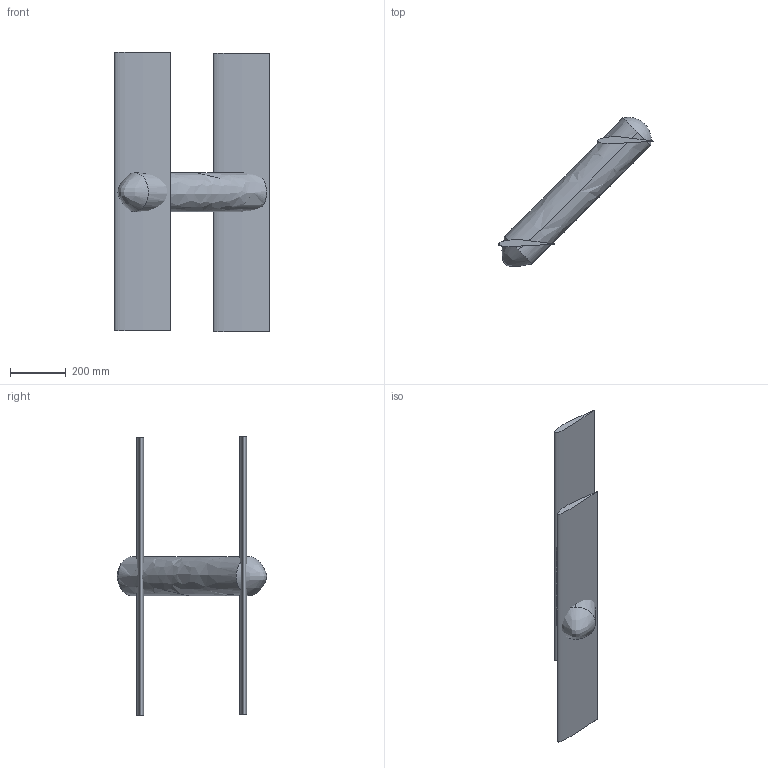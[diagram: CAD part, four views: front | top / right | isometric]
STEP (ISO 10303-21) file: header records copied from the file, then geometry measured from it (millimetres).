
FILE_DESCRIPTION(/* description */ ('STEP AP214','CAx-IF Rec.Pracs.---Representation and Presentation of Product Manufacturing Information (PMI)---4.0---2014-10-13'),/* implementation_level */ '2;1');
FILE_NAME(/* name */ 'Fuselage_assembly_1 v1.step',/* time_stamp */ '2025-04-05T10:51:39+05:30',/* author */ (''),/* organization */ (''),/* preprocessor_version */ 'ST-DEVELOPER v20',/* originating_system */ 'Autodesk Translation Framework v13.20.0.188',/* authorisation */ '');
FILE_SCHEMA (('AP242_MANAGED_MODEL_BASED_3D_ENGINEERING_MIM_LF { 1 0 10303 442 1 1 4 }'));
Length unit declared in the file: millimetre
Products named in the file (3): Fuselage_assembly_1; fuselage_1; wing_1
Assembly tree (3 placements, depth 2):
  Fuselage_assembly_1
    fuselage_1
    wing_1  x2
Bounding box: 554.98 x 535.16 x 1004.22 mm (x, y, z)
Volume: 15196118.5 mm3; surface area: 1140704.3 mm2
Topology: 3 solids, 3 shells, 12 faces, 20 edges, 14 vertices
Faces by surface type: bspline 5, plane 4, cylinder 2, sphere 1
Entity records: 2470 total; most frequent: CARTESIAN_POINT 2244, ORIENTED_EDGE 28, DIRECTION 26, EDGE_CURVE 14, AXIS2_PLACEMENT_3D 12, B_SPLINE_CURVE_WITH_KNOTS 10, VERTEX_POINT 10, FACE_OUTER_BOUND 8
